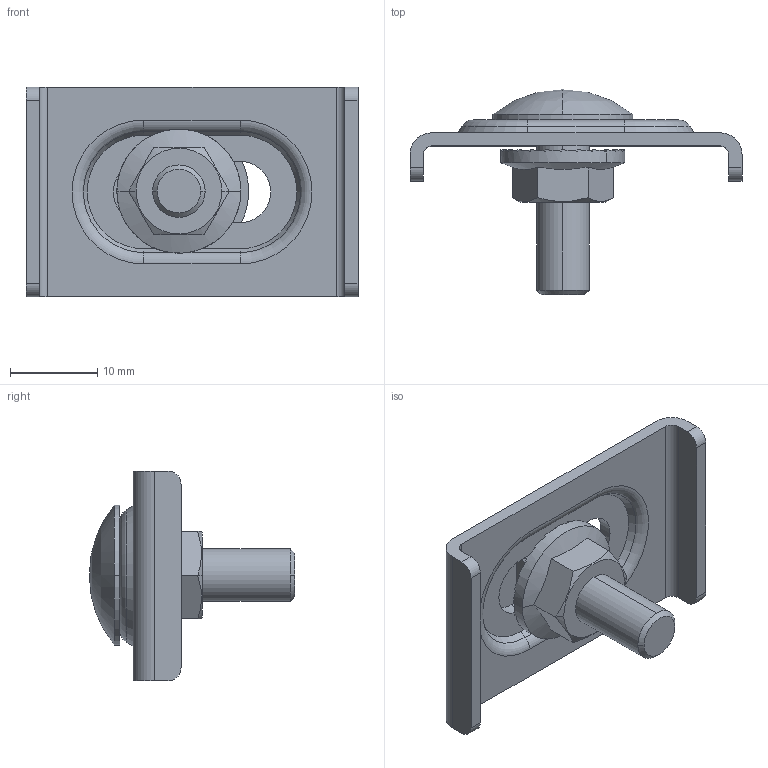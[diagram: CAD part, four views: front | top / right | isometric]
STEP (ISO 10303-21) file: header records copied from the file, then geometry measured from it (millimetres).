
FILE_DESCRIPTION((''),'2;1');
FILE_NAME('6017061_ASM','2012-07-17T',('AndreasKeweloh'),(''),'PRO/ENGINEER BY PARAMETRIC TECHNOLOGY CORPORATION, 2012130','PRO/ENGINEER BY PARAMETRIC TECHNOLOGY CORPORATION, 2012130','');
FILE_SCHEMA(('CONFIG_CONTROL_DESIGN'));
Length unit declared in the file: millimetre
Products named in the file (3): FLACHRUNDSCHRAUBE-M6X20; KOMBIMUTTER-M6; 6017061_ASM
Assembly tree (2 placements, depth 2):
  6017061_ASM
    FLACHRUNDSCHRAUBE-M6X20
    KOMBIMUTTER-M6
Bounding box: 38 x 23.5 x 24 mm (x, y, z)
Volume: 1510.6 mm3; surface area: 3673.8 mm2
Topology: 2 solids, 3 shells, 175 faces, 458 edges, 291 vertices
Faces by surface type: plane 81, cylinder 70, cone 18, torus 4, sphere 2
Entity records: 5839 total; most frequent: CARTESIAN_POINT 1783, ORIENTED_EDGE 912, DIRECTION 722, EDGE_CURVE 456, AXIS2_PLACEMENT_3D 303, VERTEX_POINT 291, B_SPLINE_CURVE_WITH_KNOTS 217, EDGE_LOOP 183
